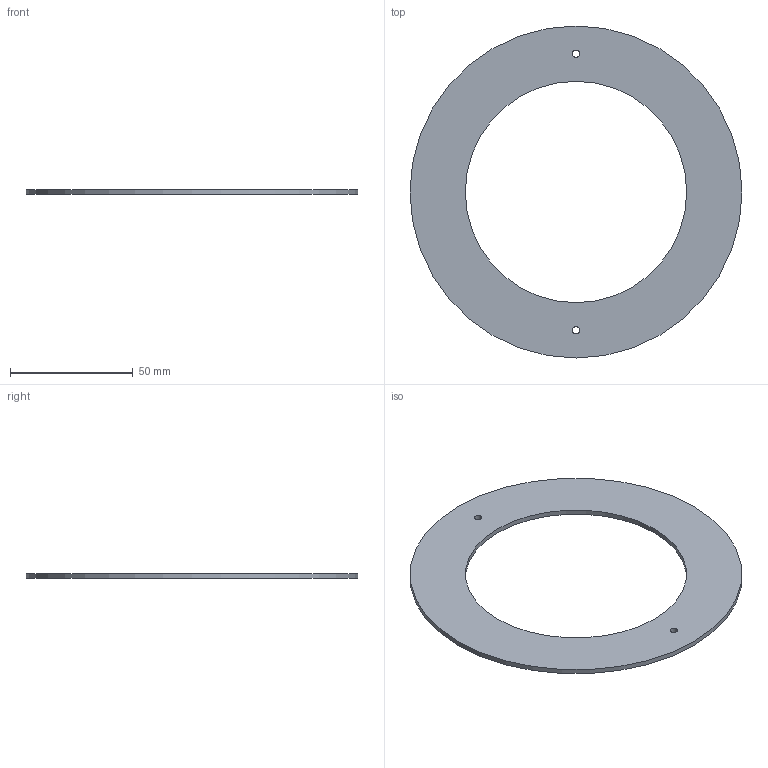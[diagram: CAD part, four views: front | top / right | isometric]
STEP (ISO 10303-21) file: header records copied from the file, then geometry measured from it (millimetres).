
FILE_DESCRIPTION(/* description */ (''),/* implementation_level */ '2;1');
FILE_NAME(/* name */ '3D print cover final top.stp',/* time_stamp */ '2017-08-20T12:12:27+02:00',/* author */ ('Sybrandt'),/* organization */ (''),/* preprocessor_version */ 'ST-DEVELOPER v16.5',/* originating_system */ 'Autodesk Inventor 2017',/* authorisation */ '');
FILE_SCHEMA (('AUTOMOTIVE_DESIGN { 1 0 10303 214 3 1 1 }'));
Length unit declared in the file: millimetre
Products named in the file (1): 3D print cover
Bounding box: 135 x 135 x 2 mm (x, y, z)
Volume: 15876 mm3; surface area: 17327.5 mm2
Topology: 1 solids, 1 shells, 6 faces, 12 edges, 8 vertices
Faces by surface type: cylinder 4, plane 2
Full cylindrical faces by diameter (mm): 3 x2, 90 x1, 135 x1
Entity records: 186 total; most frequent: DIRECTION 30, CARTESIAN_POINT 23, EDGE_LOOP 16, ORIENTED_EDGE 16, AXIS2_PLACEMENT_3D 15, FACE_BOUND 10, CIRCLE 8, VERTEX_POINT 8
